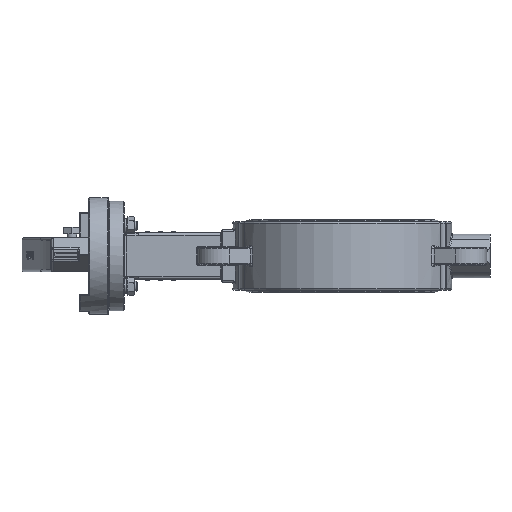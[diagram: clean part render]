
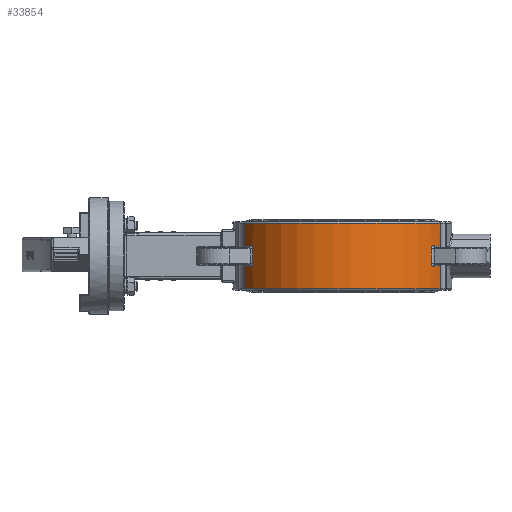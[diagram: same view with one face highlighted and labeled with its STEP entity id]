
A CAD part, left-side view. The second image highlights one B-rep face of the part: STEP entity #33854.
In plain terms, the highlighted cylindrical face has radius 90 mm (diameter 180 mm), a partial arc.
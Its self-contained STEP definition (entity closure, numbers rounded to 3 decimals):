
#1108=B_SPLINE_CURVE_WITH_KNOTS('',3,(#46751,#46752,#46753,#46754,#46755,
#46756,#46757),.UNSPECIFIED.,.F.,.F.,(4,1,1,1,4),(-0.732,-0.526,
-0.421,-0.21,0.),
 .UNSPECIFIED.);
#1111=B_SPLINE_CURVE_WITH_KNOTS('',3,(#46848,#46849,#46850,#46851,#46852,
#46853,#46854),.UNSPECIFIED.,.F.,.F.,(4,1,1,1,4),(3.806,4.017,
4.122,4.332,4.538),.UNSPECIFIED.);
#1114=B_SPLINE_CURVE_WITH_KNOTS('',3,(#46946,#46947,#46948,#46949,#46950,
#46951,#46952),.UNSPECIFIED.,.F.,.F.,(4,1,1,1,4),(-0.732,-0.526,
-0.421,-0.21,0.),
 .UNSPECIFIED.);
#1119=B_SPLINE_CURVE_WITH_KNOTS('',3,(#47065,#47066,#47067,#47068,#47069,
#47070,#47071),.UNSPECIFIED.,.F.,.F.,(4,1,1,1,4),(3.806,4.017,
4.122,4.332,4.538),.UNSPECIFIED.);
#2360=LINE('',#46695,#4975);
#2365=LINE('',#46889,#4980);
#3629=LINE('',#56722,#6244);
#3671=LINE('',#57157,#6286);
#3690=LINE('',#57549,#6305);
#3700=LINE('',#57604,#6315);
#4975=VECTOR('',#37795,12.);
#4980=VECTOR('',#37816,12.);
#6244=VECTOR('',#39992,19.);
#6286=VECTOR('',#40288,19.);
#6305=VECTOR('',#40467,19.);
#6315=VECTOR('',#40517,19.);
#9396=FACE_OUTER_BOUND('',#11353,.T.);
#11353=EDGE_LOOP('',(#27011,#27012,#27013,#27014,#27015,#27016,#27017,#27018,
#27019,#27020,#27021,#27022,#27023,#27024,#27025,#27026));
#12482=CIRCLE('',#35489,90.);
#12546=CIRCLE('',#35591,90.);
#12620=CIRCLE('',#35736,90.);
#12623=CIRCLE('',#35742,90.);
#12631=CIRCLE('',#35762,90.);
#12632=CIRCLE('',#35764,90.);
#13660=VERTEX_POINT('',#46688);
#13663=VERTEX_POINT('',#46693);
#13664=VERTEX_POINT('',#46738);
#13665=VERTEX_POINT('',#46847);
#13668=VERTEX_POINT('',#46882);
#13671=VERTEX_POINT('',#46887);
#13672=VERTEX_POINT('',#46932);
#13677=VERTEX_POINT('',#47064);
#14846=VERTEX_POINT('',#56704);
#14848=VERTEX_POINT('',#56720);
#14920=VERTEX_POINT('',#57149);
#14922=VERTEX_POINT('',#57155);
#14924=VERTEX_POINT('',#57249);
#14962=VERTEX_POINT('',#57532);
#14974=VERTEX_POINT('',#57596);
#14976=VERTEX_POINT('',#57602);
#16826=EDGE_CURVE('',#13663,#13660,#2360,.T.);
#16828=EDGE_CURVE('',#13664,#13663,#1108,.T.);
#16831=EDGE_CURVE('',#13660,#13665,#1111,.T.);
#16841=EDGE_CURVE('',#13671,#13668,#2365,.T.);
#16843=EDGE_CURVE('',#13672,#13671,#1114,.T.);
#16848=EDGE_CURVE('',#13668,#13677,#1119,.T.);
#18754=EDGE_CURVE('',#14848,#14846,#3629,.T.);
#18886=EDGE_CURVE('',#14922,#14920,#3671,.T.);
#18899=EDGE_CURVE('',#14920,#14924,#12482,.T.);
#18967=EDGE_CURVE('',#14924,#14962,#3690,.T.);
#18991=EDGE_CURVE('',#14976,#14974,#3700,.T.);
#19006=EDGE_CURVE('',#14974,#14848,#12546,.T.);
#19136=EDGE_CURVE('',#14962,#13664,#12620,.T.);
#19140=EDGE_CURVE('',#13677,#14922,#12623,.T.);
#19161=EDGE_CURVE('',#13665,#14976,#12631,.T.);
#19162=EDGE_CURVE('',#14846,#13672,#12632,.T.);
#27011=ORIENTED_EDGE('',*,*,#16828,.F.);
#27012=ORIENTED_EDGE('',*,*,#19136,.F.);
#27013=ORIENTED_EDGE('',*,*,#18967,.F.);
#27014=ORIENTED_EDGE('',*,*,#18899,.F.);
#27015=ORIENTED_EDGE('',*,*,#18886,.F.);
#27016=ORIENTED_EDGE('',*,*,#19140,.F.);
#27017=ORIENTED_EDGE('',*,*,#16848,.F.);
#27018=ORIENTED_EDGE('',*,*,#16841,.F.);
#27019=ORIENTED_EDGE('',*,*,#16843,.F.);
#27020=ORIENTED_EDGE('',*,*,#19162,.F.);
#27021=ORIENTED_EDGE('',*,*,#18754,.F.);
#27022=ORIENTED_EDGE('',*,*,#19006,.F.);
#27023=ORIENTED_EDGE('',*,*,#18991,.F.);
#27024=ORIENTED_EDGE('',*,*,#19161,.F.);
#27025=ORIENTED_EDGE('',*,*,#16831,.F.);
#27026=ORIENTED_EDGE('',*,*,#16826,.F.);
#30642=CYLINDRICAL_SURFACE('',#35839,90.);
#33854=ADVANCED_FACE('',(#9396),#30642,.T.);
#35489=AXIS2_PLACEMENT_3D('',#57250,#40324,#40325);
#35591=AXIS2_PLACEMENT_3D('',#57700,#40557,#40558);
#35736=AXIS2_PLACEMENT_3D('',#58273,#40876,#40877);
#35742=AXIS2_PLACEMENT_3D('',#58281,#40889,#40890);
#35762=AXIS2_PLACEMENT_3D('',#58445,#40935,#40936);
#35764=AXIS2_PLACEMENT_3D('',#58447,#40939,#40940);
#35839=AXIS2_PLACEMENT_3D('',#58746,#41109,#41110);
#37795=DIRECTION('',(0.,0.,1.));
#37816=DIRECTION('',(0.,0.,-1.));
#39992=DIRECTION('',(0.,0.,-1.));
#40288=DIRECTION('',(0.,0.,-1.));
#40324=DIRECTION('center_axis',(0.,0.,-1.));
#40325=DIRECTION('ref_axis',(-1.,0.,0.));
#40467=DIRECTION('',(0.,0.,1.));
#40517=DIRECTION('',(0.,0.,1.));
#40557=DIRECTION('center_axis',(0.,0.,1.));
#40558=DIRECTION('ref_axis',(-1.,0.,0.));
#40876=DIRECTION('center_axis',(0.,0.,1.));
#40877=DIRECTION('ref_axis',(-0.507,0.862,0.));
#40889=DIRECTION('center_axis',(0.,0.,1.));
#40890=DIRECTION('ref_axis',(-0.507,-0.862,0.));
#40935=DIRECTION('center_axis',(0.,0.,-1.));
#40936=DIRECTION('ref_axis',(-0.507,0.862,0.));
#40939=DIRECTION('center_axis',(0.,0.,-1.));
#40940=DIRECTION('ref_axis',(-0.507,-0.862,0.));
#41109=DIRECTION('center_axis',(0.,0.,1.));
#41110=DIRECTION('ref_axis',(-1.,0.,0.));
#46688=CARTESIAN_POINT('',(-52.308,73.239,6.));
#46693=CARTESIAN_POINT('',(-52.308,73.239,-6.));
#46695=CARTESIAN_POINT('',(-52.308,73.239,0.));
#46738=CARTESIAN_POINT('',(-47.97,76.151,-8.));
#46751=CARTESIAN_POINT('Ctrl Pts',(-47.97,76.151,-8.));
#46752=CARTESIAN_POINT('Ctrl Pts',(-48.353,75.909,-8.509));
#46753=CARTESIAN_POINT('Ctrl Pts',(-49.15,75.4,-9.022));
#46754=CARTESIAN_POINT('Ctrl Pts',(-50.588,74.443,-9.005));
#46755=CARTESIAN_POINT('Ctrl Pts',(-51.886,73.543,-8.095));
#46756=CARTESIAN_POINT('Ctrl Pts',(-52.308,73.239,-6.701));
#46757=CARTESIAN_POINT('Ctrl Pts',(-52.308,73.239,-6.));
#46847=CARTESIAN_POINT('',(-47.97,76.151,8.));
#46848=CARTESIAN_POINT('Ctrl Pts',(-52.308,73.239,6.));
#46849=CARTESIAN_POINT('Ctrl Pts',(-52.308,73.239,6.701));
#46850=CARTESIAN_POINT('Ctrl Pts',(-51.991,73.466,7.742));
#46851=CARTESIAN_POINT('Ctrl Pts',(-50.887,74.237,8.871));
#46852=CARTESIAN_POINT('Ctrl Pts',(-49.422,75.227,9.201));
#46853=CARTESIAN_POINT('Ctrl Pts',(-48.353,75.909,8.509));
#46854=CARTESIAN_POINT('Ctrl Pts',(-47.97,76.151,8.));
#46882=CARTESIAN_POINT('',(-52.308,-73.239,-6.));
#46887=CARTESIAN_POINT('',(-52.308,-73.239,6.));
#46889=CARTESIAN_POINT('',(-52.308,-73.239,0.));
#46932=CARTESIAN_POINT('',(-47.97,-76.151,8.));
#46946=CARTESIAN_POINT('Ctrl Pts',(-47.97,-76.151,
8.));
#46947=CARTESIAN_POINT('Ctrl Pts',(-48.353,-75.909,8.509));
#46948=CARTESIAN_POINT('Ctrl Pts',(-49.15,-75.4,
9.022));
#46949=CARTESIAN_POINT('Ctrl Pts',(-50.588,-74.443,
9.005));
#46950=CARTESIAN_POINT('Ctrl Pts',(-51.886,-73.543,
8.095));
#46951=CARTESIAN_POINT('Ctrl Pts',(-52.308,-73.239,
6.701));
#46952=CARTESIAN_POINT('Ctrl Pts',(-52.308,-73.239,
6.));
#47064=CARTESIAN_POINT('',(-47.97,-76.151,-8.));
#47065=CARTESIAN_POINT('Ctrl Pts',(-52.308,-73.239,
-6.));
#47066=CARTESIAN_POINT('Ctrl Pts',(-52.308,-73.239,
-6.701));
#47067=CARTESIAN_POINT('Ctrl Pts',(-51.991,-73.466,
-7.742));
#47068=CARTESIAN_POINT('Ctrl Pts',(-50.887,-74.237,
-8.871));
#47069=CARTESIAN_POINT('Ctrl Pts',(-49.422,-75.227,
-9.201));
#47070=CARTESIAN_POINT('Ctrl Pts',(-48.353,-75.909,
-8.509));
#47071=CARTESIAN_POINT('Ctrl Pts',(-47.97,-76.151,
-8.));
#56704=CARTESIAN_POINT('',(-40.285,-80.481,8.));
#56720=CARTESIAN_POINT('',(-40.285,-80.481,27.));
#56722=CARTESIAN_POINT('',(-40.285,-80.481,0.));
#57149=CARTESIAN_POINT('',(-40.285,-80.481,-27.));
#57155=CARTESIAN_POINT('',(-40.285,-80.481,-8.));
#57157=CARTESIAN_POINT('',(-40.285,-80.481,0.));
#57249=CARTESIAN_POINT('',(-40.285,80.481,-27.));
#57250=CARTESIAN_POINT('Origin',(0.,0.,-27.));
#57532=CARTESIAN_POINT('',(-40.285,80.481,-8.));
#57549=CARTESIAN_POINT('',(-40.285,80.481,0.));
#57596=CARTESIAN_POINT('',(-40.285,80.481,27.));
#57602=CARTESIAN_POINT('',(-40.285,80.481,8.));
#57604=CARTESIAN_POINT('',(-40.285,80.481,0.));
#57700=CARTESIAN_POINT('Origin',(0.,0.,27.));
#58273=CARTESIAN_POINT('Origin',(0.,0.,-8.));
#58281=CARTESIAN_POINT('Origin',(0.,0.,-8.));
#58445=CARTESIAN_POINT('Origin',(0.,0.,8.));
#58447=CARTESIAN_POINT('Origin',(0.,0.,8.));
#58746=CARTESIAN_POINT('Origin',(0.,0.,0.));
